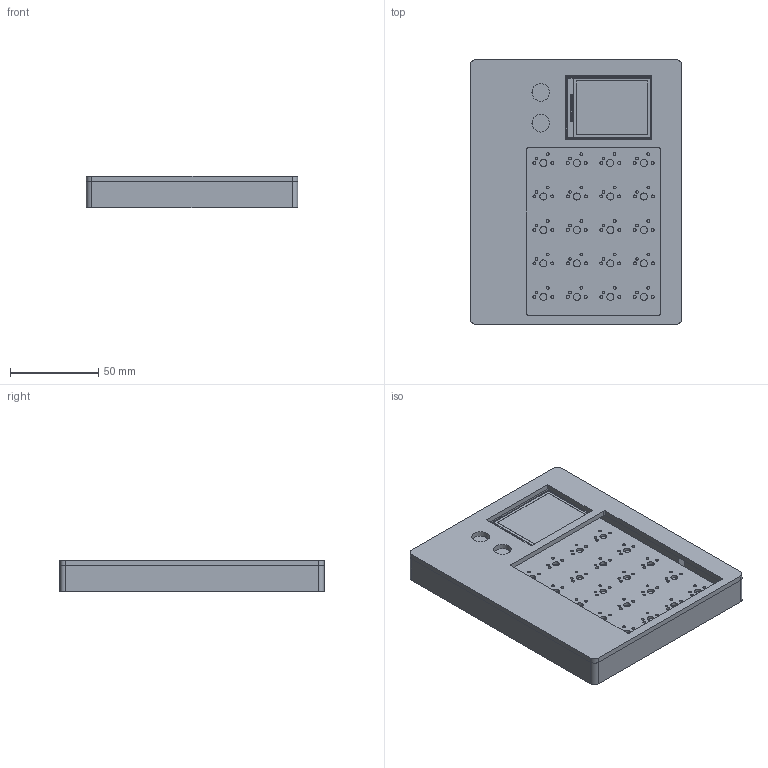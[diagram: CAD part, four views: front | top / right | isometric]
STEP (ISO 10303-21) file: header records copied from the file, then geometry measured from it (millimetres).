
FILE_DESCRIPTION(/* description */ ('STEP AP242','CAx-IF Rec.Pracs.---Representation and Presentation of Product Manufacturing Information (PMI)---4.0---2014-10-13','CAx-IF Rec.Pracs.---3D Tessellated Geometry---0.4---2014-09-14','2;1'),/* implementation_level */ '2;1');
FILE_NAME(/* name */ '67171f6e067ce372019fa45a',/* time_stamp */ '2024-10-22T03:43:44Z',/* author */ (''),/* organization */ (''),/* preprocessor_version */ 'ST-DEVELOPER v20',/* originating_system */ ' ',/* authorisation */ ' ');
FILE_SCHEMA (('AP242_MANAGED_MODEL_BASED_3D_ENGINEERING_MIM_LF { 1 0 10303 442 1 1 4 }'));
Products named in the file (61): Assembly 1; D_DO-35_SOD27_P7.62mm_Horizontal_5; 0805-NO_6; D_DO-35_SOD27_P7.62mm_Horizontal_11; D_DO-35_SOD27_P7.62mm_Horizontal_10; D_DO-35_SOD27_P7.62mm_Horizontal_3; 0805-NO_1; Part 1; D_DO-35_SOD27_P7.62mm_Horizontal_2; D_DO-35_SOD27_P7.62mm_Horizontal; D_DO-35_SOD27_P7.62mm_Horizontal_17; D_DO-35_SOD27_P7.62mm_Horizontal_9; D_DO-35_SOD27_P7.62mm_Horizontal_13; SOIC16; D_DO-35_SOD27_P7.62mm_Horizontal_18; D_DO-35_SOD27_P7.62mm_Horizontal_4; D_DO-35_SOD27_P7.62mm_Horizontal_19; TFT_2.0IN_240X320_12P; 0805-NO; D_DO-35_SOD27_P7.62mm_Horizontal_1; D_DO-35_SOD27_P7.62mm_Horizontal_16; SOT23; D_DO-35_SOD27_P7.62mm_Horizontal_7; NekoPad_PCB; D_DO-35_SOD27_P7.62mm_Horizontal_14; D_DO-35_SOD27_P7.62mm_Horizontal_15; SOT23-5; 0805-NO_3; SOT23-R; DIP-18_W7.62mm_1; D_DO-35_SOD27_P7.62mm_Horizontal_8; D_DO-35_SOD27_P7.62mm_Horizontal_12; MICROSD; 0805-NO_7; D_DO-35_SOD27_P7.62mm_Horizontal_6; 0805-NO_2; DIP-18_W7.62mm; Board; 0805-NO_5; 0805-NO_4
Assembly tree (60 placements, depth 2):
  Assembly 1
    D_DO-35_SOD27_P7.62mm_Horizontal_5
    0805-NO_6
    D_DO-35_SOD27_P7.62mm_Horizontal_11
    D_DO-35_SOD27_P7.62mm_Horizontal_10
    D_DO-35_SOD27_P7.62mm_Horizontal_3
    0805-NO_1
    Part 1
    D_DO-35_SOD27_P7.62mm_Horizontal_2
    D_DO-35_SOD27_P7.62mm_Horizontal
    D_DO-35_SOD27_P7.62mm_Horizontal_17
    D_DO-35_SOD27_P7.62mm_Horizontal_9
    D_DO-35_SOD27_P7.62mm_Horizontal_13
    D_DO-35_SOD27_P7.62mm_Horizontal_5
    SOIC16
    D_DO-35_SOD27_P7.62mm_Horizontal_18
    D_DO-35_SOD27_P7.62mm_Horizontal_4
    D_DO-35_SOD27_P7.62mm_Horizontal_19
    TFT_2.0IN_240X320_12P
    0805-NO
    D_DO-35_SOD27_P7.62mm_Horizontal_1
    D_DO-35_SOD27_P7.62mm_Horizontal_16
    D_DO-35_SOD27_P7.62mm_Horizontal_11
    SOT23
    D_DO-35_SOD27_P7.62mm_Horizontal_7
    D_DO-35_SOD27_P7.62mm_Horizontal_1
    NekoPad_PCB
    D_DO-35_SOD27_P7.62mm_Horizontal_14
    D_DO-35_SOD27_P7.62mm_Horizontal_15
    D_DO-35_SOD27_P7.62mm_Horizontal_13
    SOT23-5
    0805-NO_3
    D_DO-35_SOD27_P7.62mm_Horizontal_9
    SOT23-R
    DIP-18_W7.62mm_1
    D_DO-35_SOD27_P7.62mm_Horizontal_14
    D_DO-35_SOD27_P7.62mm_Horizontal_4
    D_DO-35_SOD27_P7.62mm_Horizontal_8
    D_DO-35_SOD27_P7.62mm_Horizontal_12
    D_DO-35_SOD27_P7.62mm_Horizontal_3
    MICROSD
    0805-NO_7
    D_DO-35_SOD27_P7.62mm_Horizontal_6
    D_DO-35_SOD27_P7.62mm_Horizontal_12
    D_DO-35_SOD27_P7.62mm_Horizontal_18
    D_DO-35_SOD27_P7.62mm_Horizontal
    D_DO-35_SOD27_P7.62mm_Horizontal_8
    D_DO-35_SOD27_P7.62mm_Horizontal_15
    D_DO-35_SOD27_P7.62mm_Horizontal_2
    0805-NO_2
    D_DO-35_SOD27_P7.62mm_Horizontal_17
    D_DO-35_SOD27_P7.62mm_Horizontal_16
    Part 1
    DIP-18_W7.62mm
    D_DO-35_SOD27_P7.62mm_Horizontal_7
    D_DO-35_SOD27_P7.62mm_Horizontal_6
    Board
    D_DO-35_SOD27_P7.62mm_Horizontal_19
    0805-NO_5
    0805-NO_4
Bounding box: 120 x 150 x 18 mm (x, y, z)
Volume: 133081.9 mm3; surface area: 114508.1 mm2
Topology: 60 solids, 60 shells, 2608 faces, 6865 edges, 4471 vertices
Faces by surface type: plane 1772, cylinder 753, torus 80, bspline 3
Full cylindrical faces by diameter (mm): 0.3 x1, 0.5 x84, 0.8 x76, 0.889 x14, 1 x32, 1.5 x40, 1.7 x40, 2 x40, 2.02 x20, 2.5 x4, 4 x20, 4.928 x1, 5.265 x1, 10 x2
Entity records: 86954 total; most frequent: CARTESIAN_POINT 13949, DIRECTION 13241, ORIENTED_EDGE 12740, EDGE_CURVE 6370, LINE 4811, VECTOR 4811, VERTEX_POINT 4431, AXIS2_PLACEMENT_3D 4215
